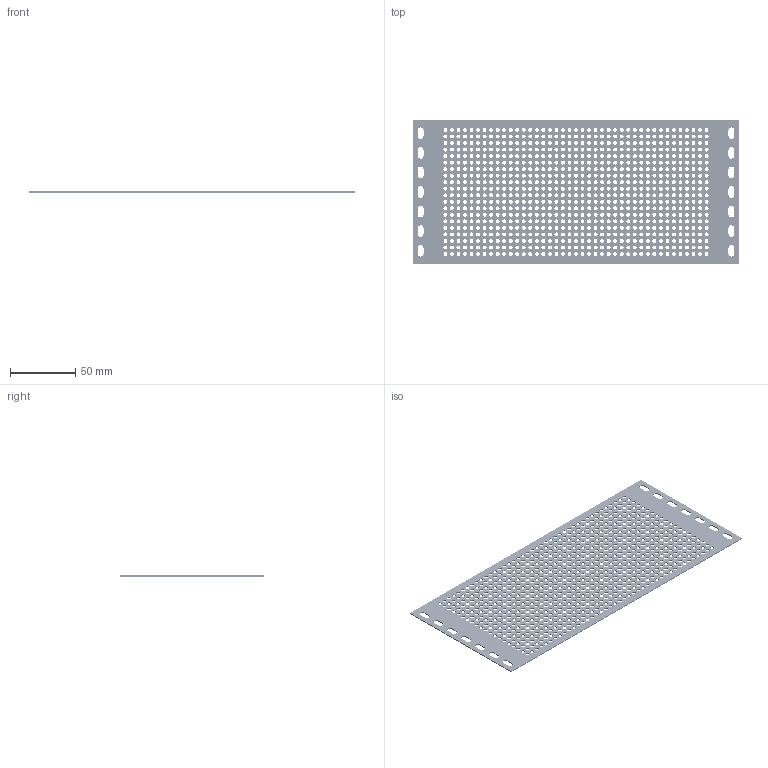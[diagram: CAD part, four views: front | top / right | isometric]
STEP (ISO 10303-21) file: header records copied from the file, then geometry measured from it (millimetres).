
FILE_DESCRIPTION((''),'2;1');
FILE_NAME('MEDIA_1_1_2_3_4_5_6_7_1','2024-05-10T13:53:29',('klemen.sitar'),('Audax d.o.o.'),'CREO PARAMETRIC BY PTC INC, 2021304','CREO PARAMETRIC BY PTC INC, 2021304','');
FILE_SCHEMA(('AP242_MANAGED_MODEL_BASED_3D_ENGINEERING_MIM_LF { 1 0 10303 442 1 1 4 }'));
Products named in the file (1): MEDIA_1_1_2_3_4_5_6_7_1
Bounding box: 250 x 109.5 x 0.8 mm (x, y, z)
Volume: 16858.1 mm3; surface area: 49162.2 mm2
Topology: 1 solids, 1 shells, 1702 faces, 5100 edges, 3400 vertices
Faces by surface type: cylinder 1668, plane 34
Entity records: 78575 total; most frequent: DIRECTION 11842, CARTESIAN_POINT 10205, ORIENTED_EDGE 10200, PRESENTATION_STYLE_ASSIGNMENT 5102, STYLED_ITEM 5102, CURVE_STYLE 5101, EDGE_CURVE 5100, AXIS2_PLACEMENT_3D 5039
